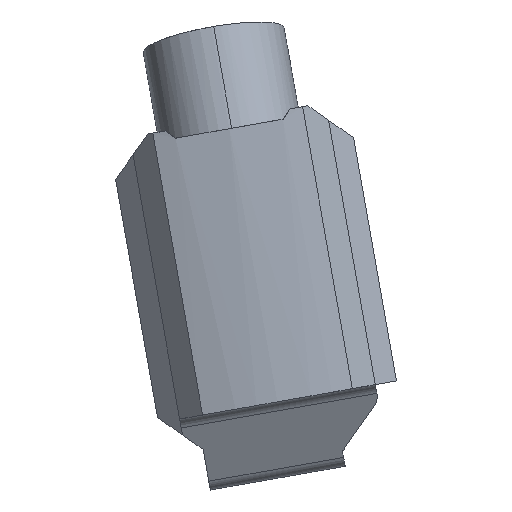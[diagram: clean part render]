
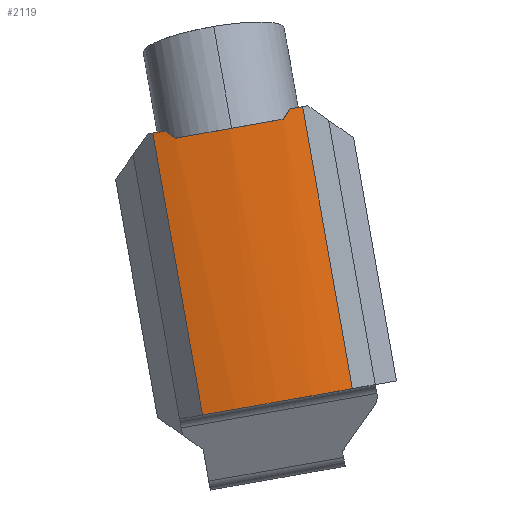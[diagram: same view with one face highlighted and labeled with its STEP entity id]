
A CAD part, left-side view. The second image highlights one B-rep face of the part: STEP entity #2119.
In plain terms, the highlighted cylindrical face has radius 195 mm (diameter 390 mm), a partial arc.
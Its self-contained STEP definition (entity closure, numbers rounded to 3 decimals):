
#7 = CARTESIAN_POINT ( 'NONE',  ( -190.282, -178.73, -65.662 ) ) ;
#78 = CARTESIAN_POINT ( 'NONE',  ( -194.969, -129.756, -32.665 ) ) ;
#102 = CARTESIAN_POINT ( 'NONE',  ( -194.969, -136.788, -31.425 ) ) ;
#127 = CARTESIAN_POINT ( 'NONE',  ( -194.576, -143.82, -30.185 ) ) ;
#160 = DIRECTION ( 'NONE',  ( 0., 0.174, 0.985 ) ) ;
#169 = EDGE_CURVE ( 'NONE', #4854, #377, #765, .T. ) ;
#241 = CARTESIAN_POINT ( 'NONE',  ( -191.274, -64.705, 118.333 ) ) ;
#248 = VECTOR ( 'NONE', #1581, 1000. ) ;
#338 = B_SPLINE_CURVE_WITH_KNOTS ( 'NONE', 3,
 ( #4179, #3415, #2231, #3801 ),
 .UNSPECIFIED., .F., .F.,
 ( 4, 4 ),
 ( 0., 1. ),
 .UNSPECIFIED. ) ;
#365 = CARTESIAN_POINT ( 'NONE',  ( -192.566, -132.877, 125.277 ) ) ;
#377 = VERTEX_POINT ( 'NONE', #3587 ) ;
#381 = CARTESIAN_POINT ( 'NONE',  ( -190.282, -87.901, -40.045 ) ) ;
#409 = CARTESIAN_POINT ( 'NONE',  ( -193.011, -157.8, -27.72 ) ) ;
#420 = B_SPLINE_CURVE_WITH_KNOTS ( 'NONE', 3,
 ( #775, #2318, #2267, #2633 ),
 .UNSPECIFIED., .F., .F.,
 ( 4, 4 ),
 ( 0., 1. ),
 .UNSPECIFIED. ) ;
#443 = FACE_OUTER_BOUND ( 'NONE', #1713, .T. ) ;
#488 = VERTEX_POINT ( 'NONE', #625 ) ;
#489 = CARTESIAN_POINT ( 'NONE',  ( 0.03, -136.875, -73.045 ) ) ;
#504 = VERTEX_POINT ( 'NONE', #4485 ) ;
#537 = CARTESIAN_POINT ( 'NONE',  ( -191.708, -67.011, 118.74 ) ) ;
#618 = CARTESIAN_POINT ( 'NONE',  ( -190.798, -62.407, 117.928 ) ) ;
#625 = CARTESIAN_POINT ( 'NONE',  ( -192.567, -72.804, 114.684 ) ) ;
#676 = CARTESIAN_POINT ( 'NONE',  ( -194.966, -102.84, 119.98 ) ) ;
#719 = B_SPLINE_CURVE_WITH_KNOTS ( 'NONE', 3,
 ( #4948, #1142, #2232, #3053 ),
 .UNSPECIFIED., .F., .F.,
 ( 4, 4 ),
 ( 0., 1. ),
 .UNSPECIFIED. ) ;
#765 = B_SPLINE_CURVE_WITH_KNOTS ( 'NONE', 3,
 ( #78, #102, #127, #409, #814, #1241 ),
 .UNSPECIFIED., .F., .F.,
 ( 4, 2, 4 ),
 ( 0., 0.5, 1. ),
 .UNSPECIFIED. ) ;
#769 = LINE ( 'NONE', #7, #248 ) ;
#775 = CARTESIAN_POINT ( 'NONE',  ( -190.278, -143.826, 132.284 ) ) ;
#796 = VERTEX_POINT ( 'NONE', #381 ) ;
#814 = CARTESIAN_POINT ( 'NONE',  ( -191.838, -164.747, -26.495 ) ) ;
#891 = CARTESIAN_POINT ( 'NONE',  ( -190.282, -87.901, -40.045 ) ) ;
#905 = CARTESIAN_POINT ( 'NONE',  ( -194.969, -129.756, -32.665 ) ) ;
#1072 = EDGE_CURVE ( 'NONE', #1577, #488, #719, .T. ) ;
#1142 = CARTESIAN_POINT ( 'NONE',  ( -194.966, -92.787, 118.208 ) ) ;
#1156 = CARTESIAN_POINT ( 'NONE',  ( -191.708, -136.933, 131.069 ) ) ;
#1193 = ORIENTED_EDGE ( 'NONE', *, *, #3837, .T. ) ;
#1241 = CARTESIAN_POINT ( 'NONE',  ( -190.281, -171.61, -25.285 ) ) ;
#1300 = B_SPLINE_CURVE_WITH_KNOTS ( 'NONE', 3,
 ( #2912, #241, #618, #3709 ),
 .UNSPECIFIED., .F., .F.,
 ( 4, 4 ),
 ( 0., 1. ),
 .UNSPECIFIED. ) ;
#1320 = B_SPLINE_CURVE_WITH_KNOTS ( 'NONE', 3,
 ( #1156, #2655, #1461, #365 ),
 .UNSPECIFIED., .F., .F.,
 ( 4, 4 ),
 ( 0., 1. ),
 .UNSPECIFIED. ) ;
#1410 = ORIENTED_EDGE ( 'NONE', *, *, #3798, .T. ) ;
#1461 = CARTESIAN_POINT ( 'NONE',  ( -192.295, -134.266, 127.26 ) ) ;
#1505 = CARTESIAN_POINT ( 'NONE',  ( -191.708, -67.011, 118.74 ) ) ;
#1558 = B_SPLINE_CURVE_WITH_KNOTS ( 'NONE', 3,
 ( #2676, #3785, #4627, #1505 ),
 .UNSPECIFIED., .F., .F.,
 ( 4, 4 ),
 ( 0., 1. ),
 .UNSPECIFIED. ) ;
#1577 = VERTEX_POINT ( 'NONE', #676 ) ;
#1581 = DIRECTION ( 'NONE',  ( 0., 0.174, 0.985 ) ) ;
#1688 = CARTESIAN_POINT ( 'NONE',  ( -194.577, -115.691, -35.145 ) ) ;
#1713 = EDGE_LOOP ( 'NONE', ( #2908, #4531, #2882, #1193, #1410, #4577, #3712, #2610, #3260, #4906 ) ) ;
#2043 = VERTEX_POINT ( 'NONE', #2707 ) ;
#2063 = CYLINDRICAL_SURFACE ( 'NONE', #3420, 195. ) ;
#2119 = ADVANCED_FACE ( 'NONE', ( #443 ), #2063, .T. ) ;
#2231 = CARTESIAN_POINT ( 'NONE',  ( -194.966, -112.894, 121.753 ) ) ;
#2232 = CARTESIAN_POINT ( 'NONE',  ( -194.163, -82.733, 116.435 ) ) ;
#2240 = EDGE_CURVE ( 'NONE', #796, #4854, #3075, .T. ) ;
#2257 = VERTEX_POINT ( 'NONE', #537 ) ;
#2267 = CARTESIAN_POINT ( 'NONE',  ( -191.274, -139.239, 131.475 ) ) ;
#2318 = CARTESIAN_POINT ( 'NONE',  ( -190.798, -141.537, 131.881 ) ) ;
#2374 = CARTESIAN_POINT ( 'NONE',  ( -191.708, -136.933, 131.069 ) ) ;
#2421 = CARTESIAN_POINT ( 'NONE',  ( -193.011, -101.712, -37.61 ) ) ;
#2446 = CARTESIAN_POINT ( 'NONE',  ( -194.969, -122.724, -33.905 ) ) ;
#2542 = EDGE_CURVE ( 'NONE', #2043, #1577, #338, .T. ) ;
#2610 = ORIENTED_EDGE ( 'NONE', *, *, #4217, .T. ) ;
#2633 = CARTESIAN_POINT ( 'NONE',  ( -191.708, -136.933, 131.069 ) ) ;
#2655 = CARTESIAN_POINT ( 'NONE',  ( -192.008, -135.618, 129.191 ) ) ;
#2676 = CARTESIAN_POINT ( 'NONE',  ( -192.567, -72.804, 114.684 ) ) ;
#2707 = CARTESIAN_POINT ( 'NONE',  ( -192.566, -132.877, 125.277 ) ) ;
#2882 = ORIENTED_EDGE ( 'NONE', *, *, #3033, .T. ) ;
#2908 = ORIENTED_EDGE ( 'NONE', *, *, #2240, .T. ) ;
#2912 = CARTESIAN_POINT ( 'NONE',  ( -191.708, -67.011, 118.74 ) ) ;
#3033 = EDGE_CURVE ( 'NONE', #377, #4797, #769, .T. ) ;
#3053 = CARTESIAN_POINT ( 'NONE',  ( -192.567, -72.804, 114.684 ) ) ;
#3075 = B_SPLINE_CURVE_WITH_KNOTS ( 'NONE', 3,
 ( #891, #4036, #2421, #1688, #2446, #4806 ),
 .UNSPECIFIED., .F., .F.,
 ( 4, 2, 4 ),
 ( 0., 0.5, 1. ),
 .UNSPECIFIED. ) ;
#3176 = VECTOR ( 'NONE', #4121, 1000. ) ;
#3260 = ORIENTED_EDGE ( 'NONE', *, *, #4130, .T. ) ;
#3415 = CARTESIAN_POINT ( 'NONE',  ( -194.163, -122.947, 123.526 ) ) ;
#3420 = AXIS2_PLACEMENT_3D ( 'NONE', #489, #160, #3682 ) ;
#3587 = CARTESIAN_POINT ( 'NONE',  ( -190.281, -171.61, -25.285 ) ) ;
#3591 = CARTESIAN_POINT ( 'NONE',  ( -190.278, -143.826, 132.284 ) ) ;
#3682 = DIRECTION ( 'NONE',  ( 0., -0.985, 0.174 ) ) ;
#3709 = CARTESIAN_POINT ( 'NONE',  ( -190.279, -60.118, 117.524 ) ) ;
#3712 = ORIENTED_EDGE ( 'NONE', *, *, #1072, .T. ) ;
#3744 = EDGE_CURVE ( 'NONE', #796, #504, #4534, .T. ) ;
#3785 = CARTESIAN_POINT ( 'NONE',  ( -192.295, -70.82, 116.073 ) ) ;
#3792 = CARTESIAN_POINT ( 'NONE',  ( -190.282, -87.901, -40.045 ) ) ;
#3798 = EDGE_CURVE ( 'NONE', #3993, #2043, #1320, .T. ) ;
#3801 = CARTESIAN_POINT ( 'NONE',  ( -194.966, -102.84, 119.98 ) ) ;
#3837 = EDGE_CURVE ( 'NONE', #4797, #3993, #420, .T. ) ;
#3993 = VERTEX_POINT ( 'NONE', #2374 ) ;
#4036 = CARTESIAN_POINT ( 'NONE',  ( -191.838, -94.765, -38.835 ) ) ;
#4121 = DIRECTION ( 'NONE',  ( 0., 0.174, 0.985 ) ) ;
#4130 = EDGE_CURVE ( 'NONE', #2257, #504, #1300, .T. ) ;
#4179 = CARTESIAN_POINT ( 'NONE',  ( -192.566, -132.877, 125.277 ) ) ;
#4217 = EDGE_CURVE ( 'NONE', #488, #2257, #1558, .T. ) ;
#4485 = CARTESIAN_POINT ( 'NONE',  ( -190.279, -60.118, 117.524 ) ) ;
#4531 = ORIENTED_EDGE ( 'NONE', *, *, #169, .T. ) ;
#4534 = LINE ( 'NONE', #3792, #3176 ) ;
#4577 = ORIENTED_EDGE ( 'NONE', *, *, #2542, .T. ) ;
#4627 = CARTESIAN_POINT ( 'NONE',  ( -192.008, -68.889, 117.425 ) ) ;
#4797 = VERTEX_POINT ( 'NONE', #3591 ) ;
#4806 = CARTESIAN_POINT ( 'NONE',  ( -194.969, -129.756, -32.665 ) ) ;
#4854 = VERTEX_POINT ( 'NONE', #905 ) ;
#4906 = ORIENTED_EDGE ( 'NONE', *, *, #3744, .F. ) ;
#4948 = CARTESIAN_POINT ( 'NONE',  ( -194.966, -102.84, 119.98 ) ) ;
